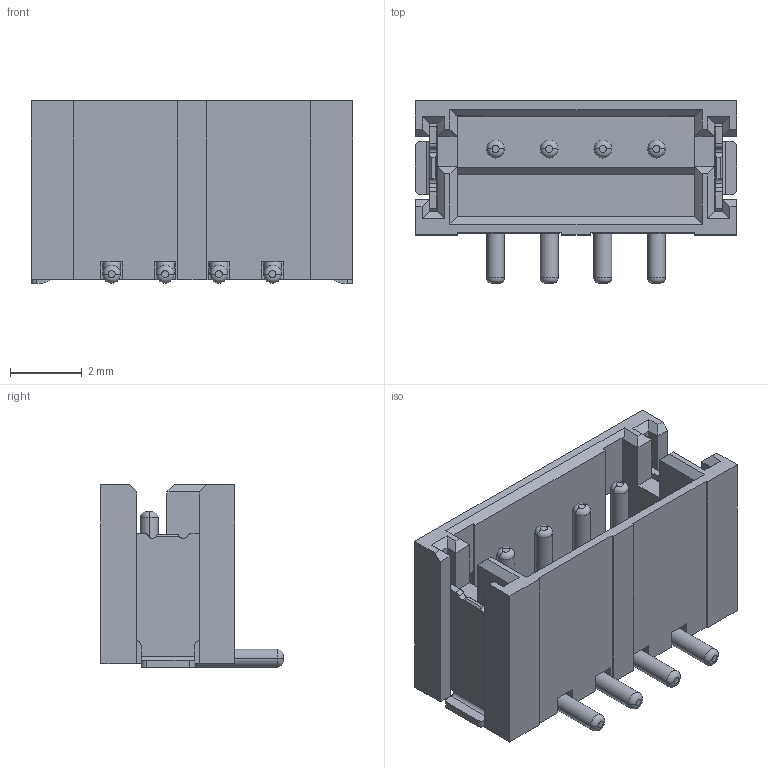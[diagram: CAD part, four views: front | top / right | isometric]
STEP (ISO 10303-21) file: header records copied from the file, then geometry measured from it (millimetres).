
FILE_DESCRIPTION(('CoCreate Modeling STEP Export'),'2;1');
FILE_NAME('ZH1.5WTB-4PST.stp','2022-03-13T22:46:37',(''),(''),'CoCreate Modeling STEP processor for AP214 (Solid Model)','CoCreate Modeling 16.00 13-May-2008 (C) Parametric Technology GmbH','');
FILE_SCHEMA(('AUTOMOTIVE_DESIGN { 1 0 10303 214 1 1 1 1 }'));
Length unit declared in the file: millimetre
Products named in the file (2): HS; 1.5-4Pin
Assembly tree (1 placements, depth 2):
  1.5-4Pin
    HS
Bounding box: 9 x 5.1 x 5.1 mm (x, y, z)
Volume: 94.1 mm3; surface area: 365.8 mm2
Topology: 1 solids, 1 shells, 231 faces, 641 edges, 412 vertices
Faces by surface type: plane 155, cylinder 52, torus 24
Entity records: 7476 total; most frequent: CARTESIAN_POINT 1748, ORIENTED_EDGE 1282, DIRECTION 1065, EDGE_CURVE 641, VECTOR 463, LINE 463, VERTEX_POINT 412, AXIS2_PLACEMENT_3D 301
